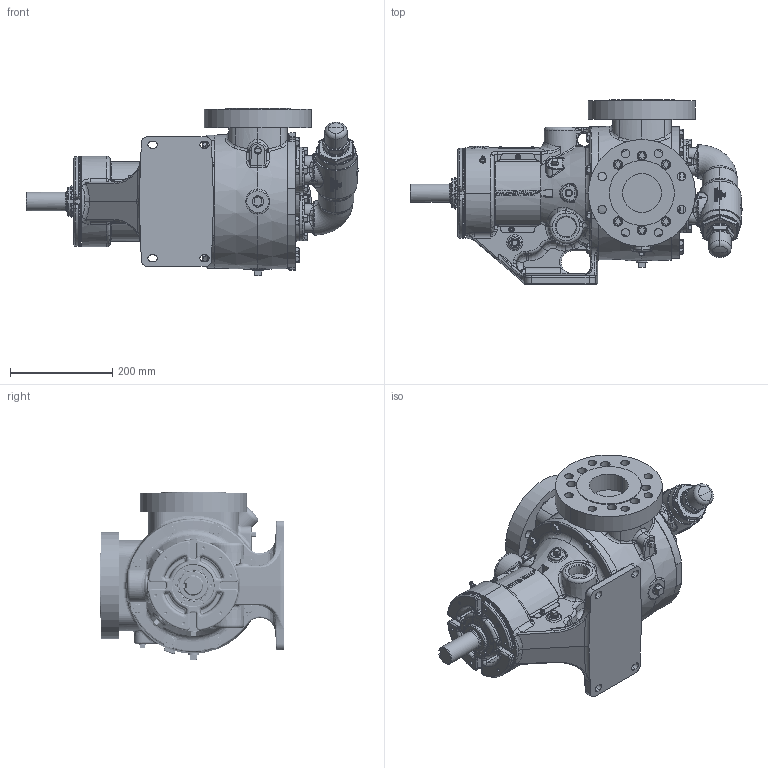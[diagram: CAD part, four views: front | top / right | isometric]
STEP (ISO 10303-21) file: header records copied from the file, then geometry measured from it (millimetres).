
FILE_DESCRIPTION (( 'STEP AP214' ), '1' );
FILE_NAME ('LV-4547.STEP', '2024-04-15T15:21:18', ( '' ), ( '' ), 'SwSTEP 2.0', 'SolidWorks 2022', '' );
FILE_SCHEMA (( 'AUTOMOTIVE_DESIGN' ));
Length unit declared in the file: inch
Products named in the file (1): LV-4547
Bounding box: 650.22 x 360.36 x 327.72 mm (x, y, z)
Volume: 19588414.2 mm3; surface area: 1013396.1 mm2
Topology: 1 solids, 13 shells, 5400 faces, 13827 edges, 8605 vertices
Faces by surface type: plane 1768, bspline 1699, cylinder 1010, cone 696, torus 141, sphere 86
Entity records: 317408 total; most frequent: CARTESIAN_POINT 130169, ORIENTED_EDGE 27356, DIRECTION 19842, EDGE_CURVE 13678, VERTEX_POINT 8598, AXIS2_PLACEMENT_3D 7369, EDGE_LOOP 5774, UNCERTAINTY_MEASURE_WITH_UNIT 5403
